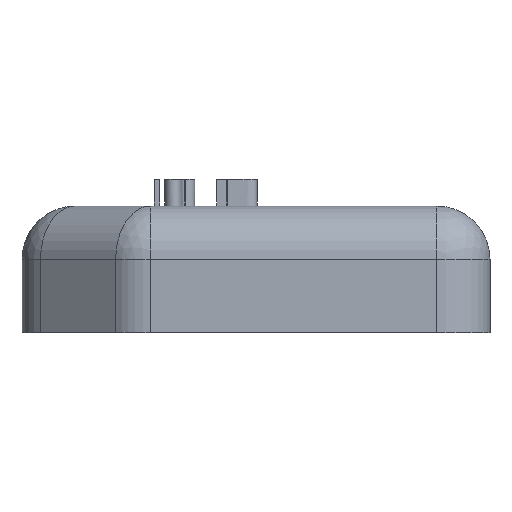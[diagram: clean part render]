
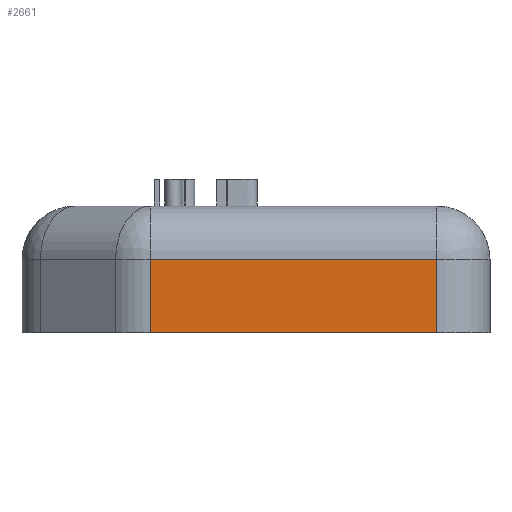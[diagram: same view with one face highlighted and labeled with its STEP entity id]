
A CAD part, left-side view. The second image highlights one B-rep face of the part: STEP entity #2661.
In plain terms, the highlighted planar face has unit normal (-1, 0, 0).
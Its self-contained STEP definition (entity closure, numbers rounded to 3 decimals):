
#239=FACE_OUTER_BOUND('',#411,.T.);
#411=EDGE_LOOP('',(#2325,#2326,#2327,#2328));
#700=LINE('',#5299,#988);
#707=LINE('',#5329,#995);
#717=LINE('',#5347,#1005);
#751=LINE('',#5412,#1039);
#988=VECTOR('',#3255,10.);
#995=VECTOR('',#3288,10.);
#1005=VECTOR('',#3302,10.);
#1039=VECTOR('',#3360,10.);
#1258=VERTEX_POINT('',#5292);
#1260=VERTEX_POINT('',#5297);
#1266=VERTEX_POINT('',#5318);
#1269=VERTEX_POINT('',#5325);
#1592=EDGE_CURVE('',#1260,#1258,#700,.T.);
#1607=EDGE_CURVE('',#1266,#1269,#707,.T.);
#1617=EDGE_CURVE('',#1258,#1266,#717,.T.);
#1651=EDGE_CURVE('',#1269,#1260,#751,.T.);
#2325=ORIENTED_EDGE('',*,*,#1592,.F.);
#2326=ORIENTED_EDGE('',*,*,#1651,.F.);
#2327=ORIENTED_EDGE('',*,*,#1607,.F.);
#2328=ORIENTED_EDGE('',*,*,#1617,.F.);
#2508=PLANE('',#2822);
#2661=ADVANCED_FACE('',(#239),#2508,.T.);
#2822=AXIS2_PLACEMENT_3D('',#5411,#3358,#3359);
#3255=DIRECTION('',(0.,0.,1.));
#3288=DIRECTION('',(0.,0.,-1.));
#3302=DIRECTION('',(0.,-1.,0.));
#3358=DIRECTION('center_axis',(-1.,0.,0.));
#3359=DIRECTION('ref_axis',(0.,1.,0.));
#3360=DIRECTION('',(0.,1.,0.));
#5292=CARTESIAN_POINT('',(-2.,-6.481,9.5));
#5297=CARTESIAN_POINT('',(-2.,-6.481,4.));
#5299=CARTESIAN_POINT('',(-2.,-6.481,10.));
#5318=CARTESIAN_POINT('',(-2.,-28.,9.5));
#5325=CARTESIAN_POINT('',(-2.,-28.,4.));
#5329=CARTESIAN_POINT('',(-2.,-28.,10.));
#5347=CARTESIAN_POINT('',(-2.,-23.21,9.5));
#5411=CARTESIAN_POINT('Origin',(-2.,-32.,10.));
#5412=CARTESIAN_POINT('',(-2.,-32.,4.));
